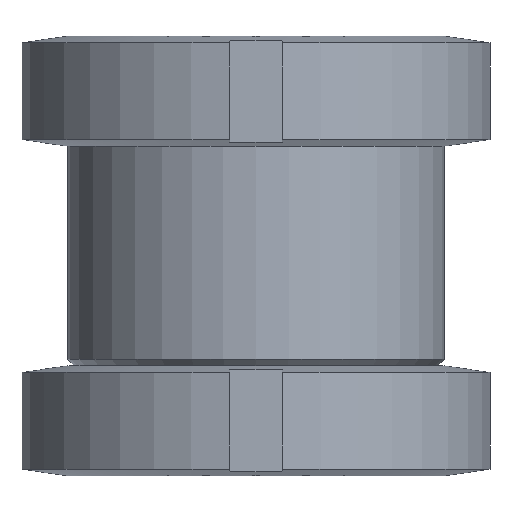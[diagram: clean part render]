
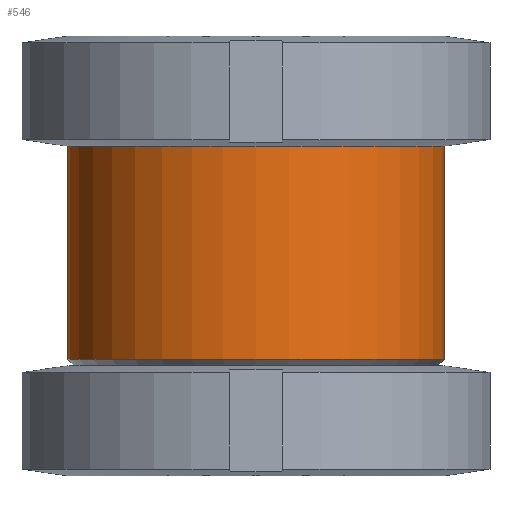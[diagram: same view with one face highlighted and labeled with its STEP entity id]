
A CAD part, front view. The second image highlights one B-rep face of the part: STEP entity #546.
In plain terms, the highlighted cylindrical face has radius 18 mm (diameter 36 mm), a partial arc.
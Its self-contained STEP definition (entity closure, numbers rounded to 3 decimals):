
#428=EDGE_CURVE('',#904,#738,#1194,.T.);
#546=ADVANCED_FACE('',(#1332),#1333,.T.);
#724=VERTEX_POINT('',#1524);
#738=VERTEX_POINT('',#1538);
#740=EDGE_CURVE('',#978,#724,#1540,.T.);
#858=EDGE_CURVE('',#978,#904,#1666,.T.);
#904=VERTEX_POINT('',#1717);
#978=VERTEX_POINT('',#1800);
#1144=EDGE_CURVE('',#738,#724,#1987,.T.);
#1194=CIRCLE('',#2073,18.0);
#1332=FACE_OUTER_BOUND('',#2311,.T.);
#1333=CYLINDRICAL_SURFACE('',#2312,18.0);
#1524=CARTESIAN_POINT('',(-18.0,0.,31.5));
#1538=CARTESIAN_POINT('',(-18.0,0.,11.13));
#1540=CIRCLE('',#2731,18.0);
#1666=LINE('',#2979,#2980);
#1717=CARTESIAN_POINT('',(18.0,0.,11.13));
#1800=CARTESIAN_POINT('',(18.0,0.,31.5));
#1987=LINE('',#3573,#3574);
#2073=AXIS2_PLACEMENT_3D('',#3606,#3607,#3608);
#2311=EDGE_LOOP('',(#3793,#3794,#3795,#3796));
#2312=AXIS2_PLACEMENT_3D('',#3797,#3798,#3799);
#2731=AXIS2_PLACEMENT_3D('',#3983,#3984,#3985);
#2979=CARTESIAN_POINT('',(18.0,0.,21.315));
#2980=VECTOR('',#4103,1.0);
#3573=CARTESIAN_POINT('',(-18.0,0.,21.315));
#3574=VECTOR('',#4477,1.0);
#3606=CARTESIAN_POINT('',(0.0,0.,11.13));
#3607=DIRECTION('',(0.0,0.,-1.0));
#3608=DIRECTION('',(1.0,0.0,0.0));
#3793=ORIENTED_EDGE('',*,*,#858,.F.);
#3794=ORIENTED_EDGE('',*,*,#740,.T.);
#3795=ORIENTED_EDGE('',*,*,#1144,.F.);
#3796=ORIENTED_EDGE('',*,*,#428,.F.);
#3797=CARTESIAN_POINT('',(0.0,0.,21.315));
#3798=DIRECTION('',(-0.0,0.,1.0));
#3799=DIRECTION('',(1.0,0.0,0.0));
#3983=CARTESIAN_POINT('',(0.0,0.,31.5));
#3984=DIRECTION('',(0.0,0.,-1.0));
#3985=DIRECTION('',(1.0,0.0,0.0));
#4103=DIRECTION('',(0.0,0.,-1.0));
#4477=DIRECTION('',(-0.0,0.,1.0));
